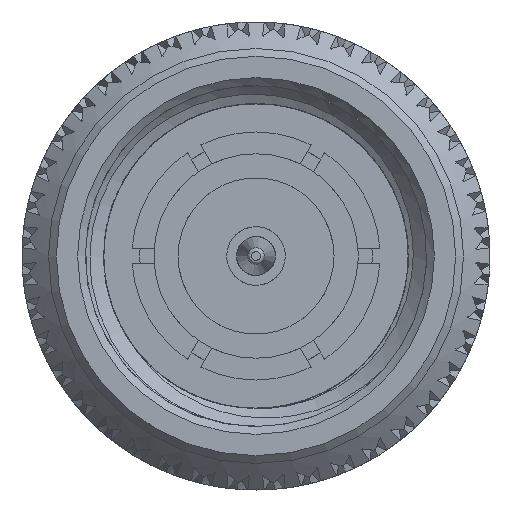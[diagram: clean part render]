
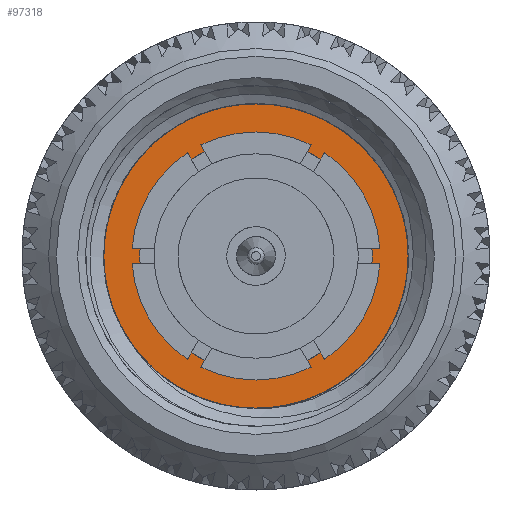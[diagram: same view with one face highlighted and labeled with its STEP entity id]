
A CAD part, left-side view. The second image highlights one B-rep face of the part: STEP entity #97318.
In plain terms, the highlighted planar face has unit normal (-1, 0, 0).
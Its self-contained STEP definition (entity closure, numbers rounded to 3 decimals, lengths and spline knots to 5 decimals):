
#248 = VERTEX_POINT ( 'NONE', #85188 ) ;
#2603 = CARTESIAN_POINT ( 'NONE',  ( 0.315, -0.18497, 0.10562 ) ) ;
#7177 = CARTESIAN_POINT ( 'NONE',  ( 0.315, 0., 0. ) ) ;
#8260 = DIRECTION ( 'NONE',  ( 0., 0., 1. ) ) ;
#8362 = CIRCLE ( 'NONE', #47085, 0.21875 ) ;
#10611 = DIRECTION ( 'NONE',  ( 0., 1., 0. ) ) ;
#10703 = CARTESIAN_POINT ( 'NONE',  ( 0.315, -0.0929, 0.19804 ) ) ;
#11696 = CARTESIAN_POINT ( 'NONE',  ( 0.315, -0.19987, 0.06783 ) ) ;
#11855 = CARTESIAN_POINT ( 'NONE',  ( 0.315, -0.06646, -0.18391 ) ) ;
#17566 = VERTEX_POINT ( 'NONE', #75058 ) ;
#19791 = CARTESIAN_POINT ( 'NONE',  ( 0.315, -0.19684, 0.07753 ) ) ;
#19957 = CARTESIAN_POINT ( 'NONE',  ( 0.315, -0.02261, -0.19555 ) ) ;
#21843 = PLANE ( 'NONE',  #44041 ) ;
#23663 = CARTESIAN_POINT ( 'NONE',  ( 0.315, 0., 0. ) ) ;
#26383 = CARTESIAN_POINT ( 'NONE',  ( 0.315, -0.14607, 0.15885 ) ) ;
#27283 = CARTESIAN_POINT ( 'NONE',  ( 0.315, 0., 0. ) ) ;
#30268 = CARTESIAN_POINT ( 'NONE',  ( 0.315, 0., -0.19555 ) ) ;
#33939 = CARTESIAN_POINT ( 'NONE',  ( 0.315, -0.20867, 0.01769 ) ) ;
#34438 = CARTESIAN_POINT ( 'NONE',  ( 0.315, -0.18777, -0.0813 ) ) ;
#35441 = CARTESIAN_POINT ( 'NONE',  ( 0.315, -0.06646, -0.18391 ) ) ;
#36152 = EDGE_CURVE ( 'NONE', #17566, #87870, #50542, .T. ) ;
#37108 = CARTESIAN_POINT ( 'NONE',  ( 0.315, 0., 0. ) ) ;
#38129 = B_SPLINE_CURVE_WITH_KNOTS ( 'NONE', 3,
 ( #72492, #19957, #80599, #11855 ),
 .UNSPECIFIED., .F., .F.,
 ( 4, 4 ),
 ( 0., 1. ),
 .UNSPECIFIED. ) ;
#38610 = VECTOR ( 'NONE', #8260, 39.37008 ) ;
#40309 = CIRCLE ( 'NONE', #64554, 0.149 ) ;
#41991 = CARTESIAN_POINT ( 'NONE',  ( 0.315, -0.15655, 0.14755 ) ) ;
#42987 = CARTESIAN_POINT ( 'NONE',  ( 0.315, -0.2021, -0.04298 ) ) ;
#44041 = AXIS2_PLACEMENT_3D ( 'NONE', #7177, #52660, #69817 ) ;
#47085 = AXIS2_PLACEMENT_3D ( 'NONE', #23663, #53986, #99968 ) ;
#48377 = EDGE_LOOP ( 'NONE', ( #62082 ) ) ;
#49035 = ORIENTED_EDGE ( 'NONE', *, *, #53213, .T. ) ;
#49086 = CARTESIAN_POINT ( 'NONE',  ( 0.315, -0.15288, -0.13145 ) ) ;
#50542 = B_SPLINE_CURVE_WITH_KNOTS ( 'NONE', 3,
 ( #35441, #89019, #88025, #56679, #87531, #64263, #80947, #49086, #71844, #34438, #42987, #96555, #33939, #58169, #11696, #19791, #50585, #2603, #96053, #95062, #41991, #64762, #26383, #81460, #73320, #10703 ),
 .UNSPECIFIED., .F., .F.,
 ( 4, 1, 2, 2, 2, 2, 2, 2, 2, 2, 1, 2, 2, 4 ),
 ( 0., 0.0625, 0.09375, 0.125, 0.25, 0.375, 0.5, 0.625, 0.6875, 0.75, 0.8125, 0.84375, 0.875, 1. ),
 .UNSPECIFIED. ) ;
#50585 = CARTESIAN_POINT ( 'NONE',  ( 0.315, -0.18941, 0.09639 ) ) ;
#52660 = DIRECTION ( 'NONE',  ( -1., 0., 0. ) ) ;
#53213 = EDGE_CURVE ( 'NONE', #84151, #66199, #98753, .T. ) ;
#53986 = DIRECTION ( 'NONE',  ( 1., 0., 0. ) ) ;
#56184 = ORIENTED_EDGE ( 'NONE', *, *, #85142, .F. ) ;
#56679 = CARTESIAN_POINT ( 'NONE',  ( 0.315, -0.10397, -0.16817 ) ) ;
#58169 = CARTESIAN_POINT ( 'NONE',  ( 0.315, -0.2069, 0.03795 ) ) ;
#61984 = EDGE_CURVE ( 'NONE', #248, #248, #40309, .T. ) ;
#62082 = ORIENTED_EDGE ( 'NONE', *, *, #61984, .T. ) ;
#64263 = CARTESIAN_POINT ( 'NONE',  ( 0.315, -0.11714, -0.16022 ) ) ;
#64554 = AXIS2_PLACEMENT_3D ( 'NONE', #27283, #66680, #10611 ) ;
#64762 = CARTESIAN_POINT ( 'NONE',  ( 0.315, -0.1497, 0.15512 ) ) ;
#66199 = VERTEX_POINT ( 'NONE', #30268 ) ;
#66680 = DIRECTION ( 'NONE',  ( 1., 0., 0. ) ) ;
#66749 = CARTESIAN_POINT ( 'NONE',  ( 0.315, 0., -0.21875 ) ) ;
#67330 = FACE_BOUND ( 'NONE', #48377, .T. ) ;
#69817 = DIRECTION ( 'NONE',  ( 0., 0., 1. ) ) ;
#71844 = CARTESIAN_POINT ( 'NONE',  ( 0.315, -0.17791, -0.09904 ) ) ;
#72492 = CARTESIAN_POINT ( 'NONE',  ( 0.315, 0., -0.19555 ) ) ;
#73320 = CARTESIAN_POINT ( 'NONE',  ( 0.315, -0.11101, 0.1885 ) ) ;
#74400 = CARTESIAN_POINT ( 'NONE',  ( 0.315, -0.0929, 0.19804 ) ) ;
#75058 = CARTESIAN_POINT ( 'NONE',  ( 0.315, -0.06646, -0.18391 ) ) ;
#78896 = ORIENTED_EDGE ( 'NONE', *, *, #82002, .T. ) ;
#80599 = CARTESIAN_POINT ( 'NONE',  ( 0.315, -0.04517, -0.19161 ) ) ;
#80631 = EDGE_LOOP ( 'NONE', ( #56184, #49035, #78896, #91133 ) ) ;
#80947 = CARTESIAN_POINT ( 'NONE',  ( 0.315, -0.13794, -0.14575 ) ) ;
#81460 = CARTESIAN_POINT ( 'NONE',  ( 0.315, -0.12776, 0.1764 ) ) ;
#82002 = EDGE_CURVE ( 'NONE', #66199, #17566, #38129, .T. ) ;
#84151 = VERTEX_POINT ( 'NONE', #66749 ) ;
#85142 = EDGE_CURVE ( 'NONE', #84151, #87870, #8362, .T. ) ;
#85188 = CARTESIAN_POINT ( 'NONE',  ( 0.315, 0.149, 0. ) ) ;
#87531 = CARTESIAN_POINT ( 'NONE',  ( 0.315, -0.11277, -0.16302 ) ) ;
#87870 = VERTEX_POINT ( 'NONE', #74400 ) ;
#88025 = CARTESIAN_POINT ( 'NONE',  ( 0.315, -0.09052, -0.17536 ) ) ;
#89019 = CARTESIAN_POINT ( 'NONE',  ( 0.315, -0.07629, -0.18092 ) ) ;
#91133 = ORIENTED_EDGE ( 'NONE', *, *, #36152, .T. ) ;
#95062 = CARTESIAN_POINT ( 'NONE',  ( 0.315, -0.16638, 0.13589 ) ) ;
#96053 = CARTESIAN_POINT ( 'NONE',  ( 0.315, -0.17486, 0.12328 ) ) ;
#96555 = CARTESIAN_POINT ( 'NONE',  ( 0.315, -0.20628, -0.02312 ) ) ;
#97318 = ADVANCED_FACE ( 'NONE', ( #67330, #98137 ), #21843, .T. ) ;
#98137 = FACE_OUTER_BOUND ( 'NONE', #80631, .T. ) ;
#98753 = LINE ( 'NONE', #37108, #38610 ) ;
#99968 = DIRECTION ( 'NONE',  ( 0., -1., 0. ) ) ;
